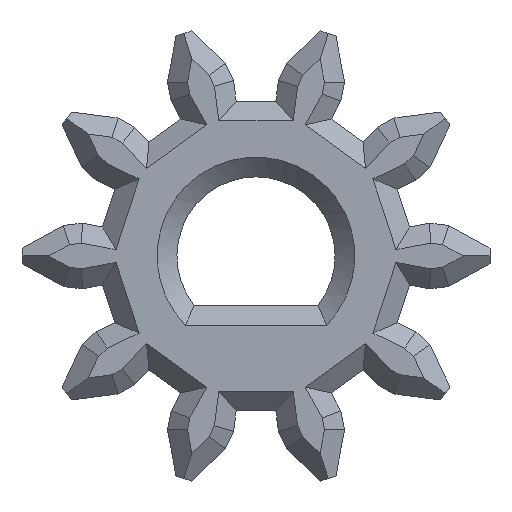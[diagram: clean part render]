
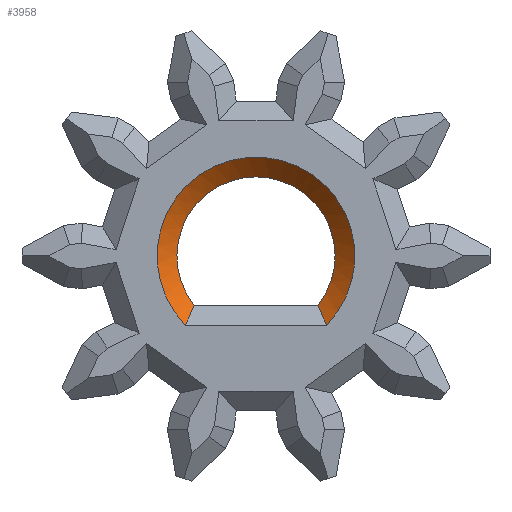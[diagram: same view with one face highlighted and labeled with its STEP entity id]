
A CAD part, left-side view. The second image highlights one B-rep face of the part: STEP entity #3958.
In plain terms, the highlighted conical face has half-angle 45 degrees and reference radius 2 mm.
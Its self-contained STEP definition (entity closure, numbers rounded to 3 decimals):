
#25=CONICAL_SURFACE('',#4205,2.,0.785);
#28=B_SPLINE_CURVE_WITH_KNOTS('',3,(#6266,#6267,#6268,#6269),
 .UNSPECIFIED.,.F.,.F.,(4,4),(0.,0.001),.UNSPECIFIED.);
#29=B_SPLINE_CURVE_WITH_KNOTS('',3,(#6270,#6271,#6272,#6273),
 .UNSPECIFIED.,.F.,.F.,(4,4),(0.,0.001),.UNSPECIFIED.);
#32=CIRCLE('',#4048,2.5);
#34=CIRCLE('',#4131,2.);
#835=ORIENTED_EDGE('',*,*,#1625,.F.);
#836=ORIENTED_EDGE('',*,*,#1215,.F.);
#837=ORIENTED_EDGE('',*,*,#1626,.F.);
#838=ORIENTED_EDGE('',*,*,#1550,.F.);
#1215=EDGE_CURVE('',#1769,#1770,#32,.T.);
#1550=EDGE_CURVE('',#2024,#2021,#34,.F.);
#1625=EDGE_CURVE('',#1770,#2024,#28,.F.);
#1626=EDGE_CURVE('',#2021,#1769,#29,.F.);
#1769=VERTEX_POINT('',#5440);
#1770=VERTEX_POINT('',#5441);
#2021=VERTEX_POINT('',#6105);
#2024=VERTEX_POINT('',#6110);
#3275=EDGE_LOOP('',(#835,#836,#837,#838));
#3505=FACE_BOUND('',#3275,.T.);
#3958=ADVANCED_FACE('',(#3505),#25,.F.);
#4048=AXIS2_PLACEMENT_3D('',#5439,#4357,#4358);
#4131=AXIS2_PLACEMENT_3D('',#6111,#4856,#4857);
#4205=AXIS2_PLACEMENT_3D('',#6265,#5076,#5077);
#4357=DIRECTION('',(1.,0.,0.));
#4358=DIRECTION('',(0.,1.,0.));
#4856=DIRECTION('',(1.,0.,0.));
#4857=DIRECTION('',(0.,0.,-1.));
#5076=DIRECTION('',(-1.,0.,0.));
#5077=DIRECTION('',(0.,0.,1.));
#5439=CARTESIAN_POINT('',(-28.5,-34.383,5.25));
#5440=CARTESIAN_POINT('',(-28.5,-32.598,3.5));
#5441=CARTESIAN_POINT('',(-28.5,-36.168,3.5));
#6105=CARTESIAN_POINT('',(-28.,-32.822,4.));
#6110=CARTESIAN_POINT('',(-28.,-35.944,4.));
#6111=CARTESIAN_POINT('',(-28.,-34.383,5.25));
#6265=CARTESIAN_POINT('',(-28.,-34.383,5.25));
#6266=CARTESIAN_POINT('',(-28.,-35.944,4.));
#6267=CARTESIAN_POINT('',(-28.166,-36.024,3.834));
#6268=CARTESIAN_POINT('',(-28.332,-36.098,3.668));
#6269=CARTESIAN_POINT('',(-28.5,-36.168,3.5));
#6270=CARTESIAN_POINT('',(-28.5,-32.598,3.5));
#6271=CARTESIAN_POINT('',(-28.332,-32.668,3.668));
#6272=CARTESIAN_POINT('',(-28.166,-32.742,3.834));
#6273=CARTESIAN_POINT('',(-28.,-32.822,4.));
